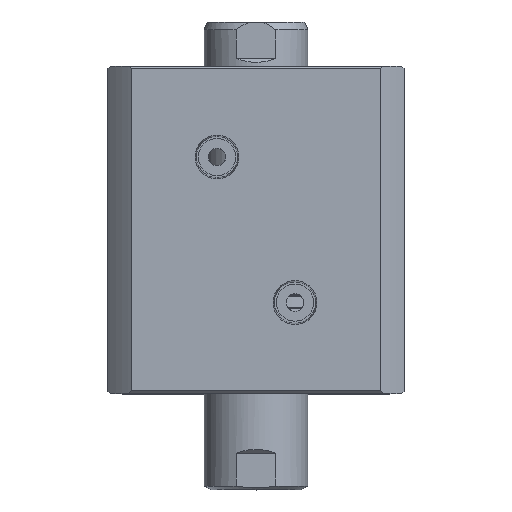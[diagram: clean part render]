
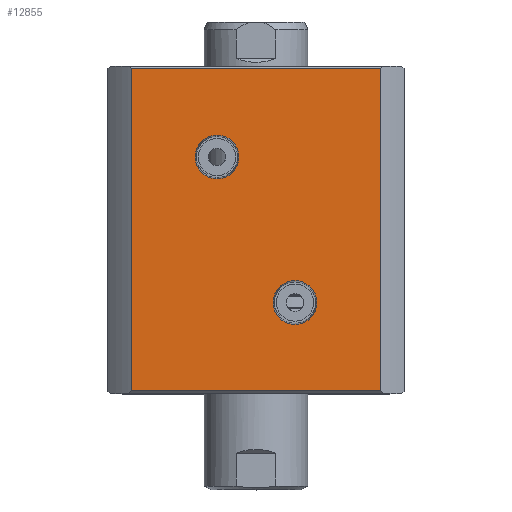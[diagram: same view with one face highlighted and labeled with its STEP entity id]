
A CAD part, top view. The second image highlights one B-rep face of the part: STEP entity #12855.
In plain terms, the highlighted face is planar.
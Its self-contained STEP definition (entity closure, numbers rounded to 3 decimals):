
#2 = VERTEX_POINT ( 'NONE', #7374 ) ;
#277 = CIRCLE ( 'NONE', #9078, 8.428 ) ;
#335 = ORIENTED_EDGE ( 'NONE', *, *, #11676, .F. ) ;
#854 = ORIENTED_EDGE ( 'NONE', *, *, #1271, .F. ) ;
#876 = EDGE_LOOP ( 'NONE', ( #2511, #854 ) ) ;
#983 = VECTOR ( 'NONE', #2781, 1000. ) ;
#1271 = EDGE_CURVE ( 'NONE', #10955, #12876, #277, .T. ) ;
#1432 = CARTESIAN_POINT ( 'NONE',  ( -15., 57., 35. ) ) ;
#1445 = EDGE_CURVE ( 'NONE', #12876, #10955, #4109, .T. ) ;
#1602 = ORIENTED_EDGE ( 'NONE', *, *, #13197, .T. ) ;
#1763 = CARTESIAN_POINT ( 'NONE',  ( 57., 57., 125. ) ) ;
#1796 = CIRCLE ( 'NONE', #9975, 8.428 ) ;
#1828 = EDGE_LOOP ( 'NONE', ( #335, #1602, #9691, #2900 ) ) ;
#2112 = CARTESIAN_POINT ( 'NONE',  ( 15., 57., 82.572 ) ) ;
#2273 = DIRECTION ( 'NONE',  ( 0., 0., -1. ) ) ;
#2346 = VERTEX_POINT ( 'NONE', #11749 ) ;
#2511 = ORIENTED_EDGE ( 'NONE', *, *, #1445, .F. ) ;
#2736 = CARTESIAN_POINT ( 'NONE',  ( 47.971, 57., 1. ) ) ;
#2781 = DIRECTION ( 'NONE',  ( 1., 0., 0. ) ) ;
#2900 = ORIENTED_EDGE ( 'NONE', *, *, #11952, .T. ) ;
#3325 = AXIS2_PLACEMENT_3D ( 'NONE', #6704, #12826, #9801 ) ;
#3506 = VERTEX_POINT ( 'NONE', #2112 ) ;
#3588 = DIRECTION ( 'NONE',  ( 0., 1., 0. ) ) ;
#3692 = CARTESIAN_POINT ( 'NONE',  ( -15., 57., 26.572 ) ) ;
#4109 = CIRCLE ( 'NONE', #3325, 8.428 ) ;
#4270 = CARTESIAN_POINT ( 'NONE',  ( 15., 57., 91. ) ) ;
#5306 = DIRECTION ( 'NONE',  ( 0., 0., 1. ) ) ;
#5310 = DIRECTION ( 'NONE',  ( 0., 0., -1. ) ) ;
#5611 = EDGE_LOOP ( 'NONE', ( #10442, #9209 ) ) ;
#6102 = VERTEX_POINT ( 'NONE', #2736 ) ;
#6452 = LINE ( 'NONE', #1763, #983 ) ;
#6608 = FACE_BOUND ( 'NONE', #5611, .T. ) ;
#6704 = CARTESIAN_POINT ( 'NONE',  ( -15., 57., 35. ) ) ;
#6776 = VERTEX_POINT ( 'NONE', #9138 ) ;
#6996 = CARTESIAN_POINT ( 'NONE',  ( -57., 57., 1. ) ) ;
#7213 = VERTEX_POINT ( 'NONE', #9792 ) ;
#7374 = CARTESIAN_POINT ( 'NONE',  ( -47.971, 57., 125. ) ) ;
#7389 = CARTESIAN_POINT ( 'NONE',  ( -57., 57., 126. ) ) ;
#7414 = CIRCLE ( 'NONE', #11101, 8.428 ) ;
#8416 = DIRECTION ( 'NONE',  ( 0., -1., 0. ) ) ;
#9078 = AXIS2_PLACEMENT_3D ( 'NONE', #1432, #10671, #9636 ) ;
#9138 = CARTESIAN_POINT ( 'NONE',  ( 47.971, 57., 125. ) ) ;
#9208 = VECTOR ( 'NONE', #13139, 1000. ) ;
#9209 = ORIENTED_EDGE ( 'NONE', *, *, #12999, .F. ) ;
#9339 = FACE_BOUND ( 'NONE', #876, .T. ) ;
#9444 = CARTESIAN_POINT ( 'NONE',  ( -15., 57., 43.428 ) ) ;
#9636 = DIRECTION ( 'NONE',  ( 0., 0., 1. ) ) ;
#9691 = ORIENTED_EDGE ( 'NONE', *, *, #11113, .F. ) ;
#9745 = CARTESIAN_POINT ( 'NONE',  ( 15., 57., 91. ) ) ;
#9792 = CARTESIAN_POINT ( 'NONE',  ( 15., 57., 99.428 ) ) ;
#9801 = DIRECTION ( 'NONE',  ( 0., 0., 1. ) ) ;
#9975 = AXIS2_PLACEMENT_3D ( 'NONE', #4270, #11448, #5306 ) ;
#10155 = VECTOR ( 'NONE', #5310, 1000. ) ;
#10313 = VECTOR ( 'NONE', #11115, 1000. ) ;
#10442 = ORIENTED_EDGE ( 'NONE', *, *, #12837, .F. ) ;
#10671 = DIRECTION ( 'NONE',  ( 0., 1., 0. ) ) ;
#10771 = DIRECTION ( 'NONE',  ( 0., 0., 1. ) ) ;
#10955 = VERTEX_POINT ( 'NONE', #3692 ) ;
#11101 = AXIS2_PLACEMENT_3D ( 'NONE', #9745, #3588, #10771 ) ;
#11113 = EDGE_CURVE ( 'NONE', #6102, #6776, #11901, .T. ) ;
#11115 = DIRECTION ( 'NONE',  ( -1., 0., 0. ) ) ;
#11448 = DIRECTION ( 'NONE',  ( 0., 1., 0. ) ) ;
#11457 = CARTESIAN_POINT ( 'NONE',  ( -47.971, 57., 300. ) ) ;
#11676 = EDGE_CURVE ( 'NONE', #2, #2346, #12852, .T. ) ;
#11749 = CARTESIAN_POINT ( 'NONE',  ( -47.971, 57., 1. ) ) ;
#11901 = LINE ( 'NONE', #12108, #9208 ) ;
#11952 = EDGE_CURVE ( 'NONE', #6102, #2346, #13006, .T. ) ;
#12029 = FACE_OUTER_BOUND ( 'NONE', #1828, .T. ) ;
#12108 = CARTESIAN_POINT ( 'NONE',  ( 47.971, 57., 300. ) ) ;
#12462 = PLANE ( 'NONE',  #12708 ) ;
#12708 = AXIS2_PLACEMENT_3D ( 'NONE', #7389, #8416, #2273 ) ;
#12826 = DIRECTION ( 'NONE',  ( 0., 1., 0. ) ) ;
#12837 = EDGE_CURVE ( 'NONE', #7213, #3506, #1796, .T. ) ;
#12852 = LINE ( 'NONE', #11457, #10155 ) ;
#12855 = ADVANCED_FACE ( 'NONE', ( #9339, #6608, #12029 ), #12462, .F. ) ;
#12876 = VERTEX_POINT ( 'NONE', #9444 ) ;
#12999 = EDGE_CURVE ( 'NONE', #3506, #7213, #7414, .T. ) ;
#13006 = LINE ( 'NONE', #6996, #10313 ) ;
#13139 = DIRECTION ( 'NONE',  ( 0., 0., 1. ) ) ;
#13197 = EDGE_CURVE ( 'NONE', #2, #6776, #6452, .T. ) ;
